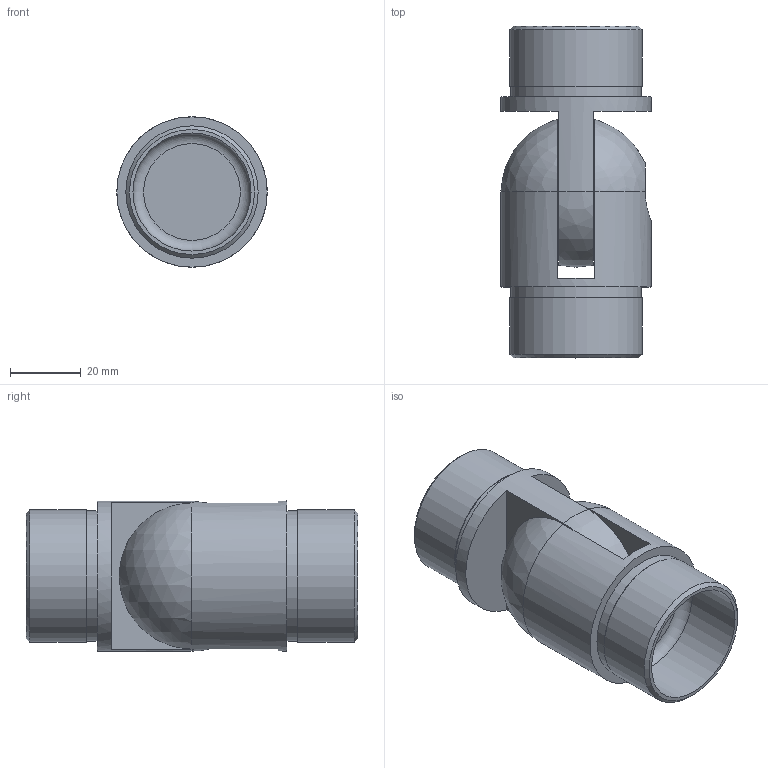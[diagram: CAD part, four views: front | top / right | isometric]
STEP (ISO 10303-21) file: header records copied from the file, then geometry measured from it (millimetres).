
FILE_DESCRIPTION (( 'STEP AP203' ), '1' );
FILE_NAME ('56250-320-25.step', '2020-02-27T15:31:17', ( '' ), ( '' ), 'SwSTEP 2.0', 'SolidWorks 2015', '' );
FILE_SCHEMA (( 'CONFIG_CONTROL_DESIGN' ));
Length unit declared in the file: millimetre
Products named in the file (7): 5625X-320 Teil1_56250-320-25 Teil1; socket countersunk head screw_din; 5625X-320 Teil2_56250-320-25 Teil2; 5625X-320 Teil2; 56250-320-25; socket countersunk head screw_din_DIN 7991 - M8 x 25 --- 25S; 5625X-320 Teil1
Assembly tree (3 placements, depth 2):
  socket countersunk head screw_din
  5625X-320 Teil2
  56250-320-25
    5625X-320 Teil2_56250-320-25 Teil2
    5625X-320 Teil1_56250-320-25 Teil1
    socket countersunk head screw_din_DIN 7991 - M8 x 25 --- 25S
  5625X-320 Teil1
Bounding box: 42.4 x 93.6 x 42.4 mm (x, y, z)
Volume: 58067.9 mm3; surface area: 29569.2 mm2
Topology: 3 solids, 3 shells, 436 faces, 1106 edges, 705 vertices
Faces by surface type: plane 187, bspline 131, cylinder 56, cone 38, torus 19, sphere 5
Full cylindrical faces by diameter (mm): 6.8 x1, 8 x16, 8.2 x1, 15.57 x1, 16.5 x1, 32.7 x1, 33 x2, 33.3 x1, 36.9 x2, 37.3 x2, 42.4 x2
Entity records: 20563 total; most frequent: CARTESIAN_POINT 10671, ORIENTED_EDGE 2040, DIRECTION 1503, EDGE_CURVE 1020, VERTEX_POINT 691, LINE 569, VECTOR 569, EDGE_LOOP 541
